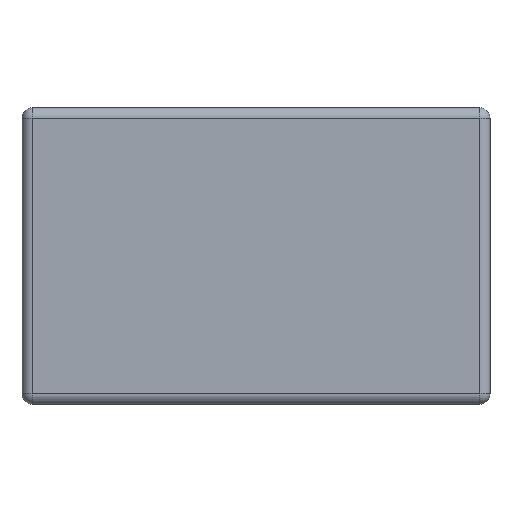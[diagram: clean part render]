
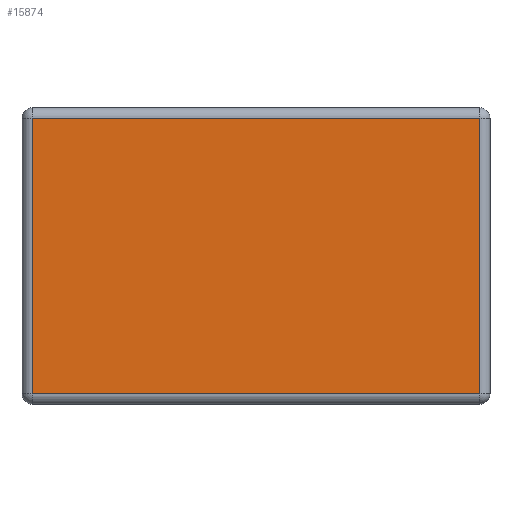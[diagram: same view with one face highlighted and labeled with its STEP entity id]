
A CAD part, front view. The second image highlights one B-rep face of the part: STEP entity #15874.
In plain terms, the highlighted planar face has unit normal (0, -1, 0).
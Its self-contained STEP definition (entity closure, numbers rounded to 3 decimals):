
#748 = VECTOR ( 'NONE', #24656, 1000. ) ;
#809 = VECTOR ( 'NONE', #24640, 1000. ) ;
#827 = VECTOR ( 'NONE', #24644, 1000. ) ;
#871 = VECTOR ( 'NONE', #24668, 1000. ) ;
#2811 = EDGE_CURVE ( 'NONE', #25410, #25346, #24638, .T. ) ;
#2812 = EDGE_CURVE ( 'NONE', #25346, #25376, #24642, .T. ) ;
#2816 = EDGE_CURVE ( 'NONE', #11832, #25376, #24654, .T. ) ;
#2820 = EDGE_CURVE ( 'NONE', #11832, #25410, #24666, .T. ) ;
#5609 = EDGE_LOOP ( 'NONE', ( #25574, #25565, #25519, #25688 ) ) ;
#7400 = FACE_OUTER_BOUND ( 'NONE', #5609, .T. ) ;
#7468 = AXIS2_PLACEMENT_3D ( 'NONE', #16514, #16515, #16516 ) ;
#10196 = CARTESIAN_POINT ( 'NONE',  ( -1.095, -0.97, -0.675 ) ) ;
#10226 = CARTESIAN_POINT ( 'NONE',  ( 1.095, -0.97, -0.675 ) ) ;
#10260 = CARTESIAN_POINT ( 'NONE',  ( -1.095, -0.97, 0.675 ) ) ;
#11832 = VERTEX_POINT ( 'NONE', #15009 ) ;
#15009 = CARTESIAN_POINT ( 'NONE',  ( 1.095, -0.97, 0.675 ) ) ;
#15874 = ADVANCED_FACE ( 'NONE', ( #7400 ), #16513, .F. ) ;
#16513 = PLANE ( 'NONE',  #7468 ) ;
#16514 = CARTESIAN_POINT ( 'NONE',  ( -1.095, -0.97, 0.725 ) ) ;
#16515 = DIRECTION ( 'NONE',  ( 0., 1., 0. ) ) ;
#16516 = DIRECTION ( 'NONE',  ( -1., 0., 0. ) ) ;
#24638 = LINE ( 'NONE', #24639, #809 ) ;
#24639 = CARTESIAN_POINT ( 'NONE',  ( -1.095, -0.97, 0.725 ) ) ;
#24640 = DIRECTION ( 'NONE',  ( 0., 0., -1. ) ) ;
#24642 = LINE ( 'NONE', #24643, #827 ) ;
#24643 = CARTESIAN_POINT ( 'NONE',  ( -1.095, -0.97, -0.675 ) ) ;
#24644 = DIRECTION ( 'NONE',  ( 1., 0., 0. ) ) ;
#24654 = LINE ( 'NONE', #24655, #748 ) ;
#24655 = CARTESIAN_POINT ( 'NONE',  ( 1.095, -0.97, 0.725 ) ) ;
#24656 = DIRECTION ( 'NONE',  ( 0., 0., -1. ) ) ;
#24666 = LINE ( 'NONE', #24667, #871 ) ;
#24667 = CARTESIAN_POINT ( 'NONE',  ( -1.095, -0.97, 0.675 ) ) ;
#24668 = DIRECTION ( 'NONE',  ( -1., 0., 0. ) ) ;
#25346 = VERTEX_POINT ( 'NONE', #10196 ) ;
#25376 = VERTEX_POINT ( 'NONE', #10226 ) ;
#25410 = VERTEX_POINT ( 'NONE', #10260 ) ;
#25519 = ORIENTED_EDGE ( 'NONE', *, *, #2816, .F. ) ;
#25565 = ORIENTED_EDGE ( 'NONE', *, *, #2812, .T. ) ;
#25574 = ORIENTED_EDGE ( 'NONE', *, *, #2811, .T. ) ;
#25688 = ORIENTED_EDGE ( 'NONE', *, *, #2820, .T. ) ;
